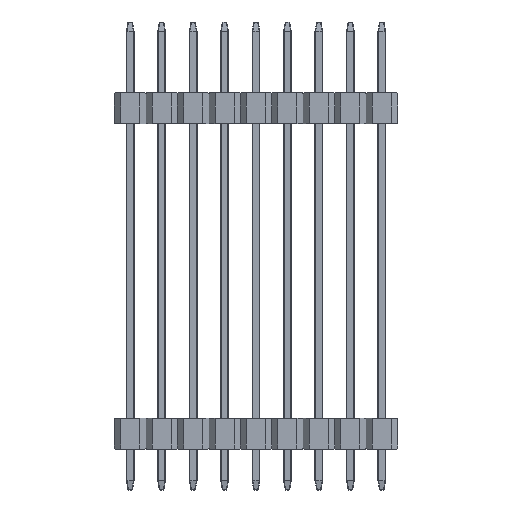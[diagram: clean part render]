
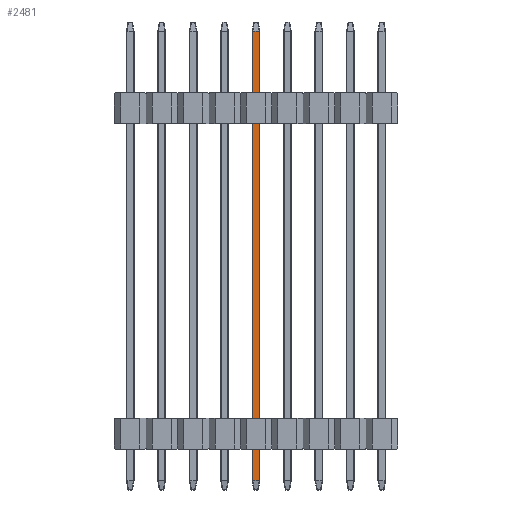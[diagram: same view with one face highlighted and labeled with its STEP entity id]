
A CAD part, front view. The second image highlights one B-rep face of the part: STEP entity #2481.
In plain terms, the highlighted planar face has unit normal (0, -1, 0).
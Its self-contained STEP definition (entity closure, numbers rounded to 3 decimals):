
#341=FACE_OUTER_BOUND('',#469,.T.);
#469=EDGE_LOOP('',(#1831,#1832,#1833,#1834,#1835,#1836,#1837,#1838));
#573=LINE('',#3558,#885);
#580=LINE('',#3572,#892);
#591=LINE('',#3597,#903);
#599=LINE('',#3612,#911);
#627=LINE('',#3665,#939);
#658=LINE('',#3722,#970);
#661=LINE('',#3728,#973);
#662=LINE('',#3729,#974);
#885=VECTOR('',#2871,10.);
#892=VECTOR('',#2882,10.);
#903=VECTOR('',#2899,10.);
#911=VECTOR('',#2911,10.);
#939=VECTOR('',#2959,10.);
#970=VECTOR('',#3010,10.);
#973=VECTOR('',#3019,10.);
#974=VECTOR('',#3020,10.);
#1197=VERTEX_POINT('',#3555);
#1198=VERTEX_POINT('',#3557);
#1203=VERTEX_POINT('',#3570);
#1213=VERTEX_POINT('',#3594);
#1214=VERTEX_POINT('',#3596);
#1218=VERTEX_POINT('',#3607);
#1234=VERTEX_POINT('',#3663);
#1249=VERTEX_POINT('',#3717);
#1389=EDGE_CURVE('',#1197,#1198,#573,.T.);
#1396=EDGE_CURVE('',#1203,#1197,#580,.T.);
#1407=EDGE_CURVE('',#1213,#1214,#591,.T.);
#1415=EDGE_CURVE('',#1214,#1218,#599,.T.);
#1443=EDGE_CURVE('',#1234,#1213,#627,.T.);
#1474=EDGE_CURVE('',#1198,#1249,#658,.T.);
#1477=EDGE_CURVE('',#1249,#1234,#661,.T.);
#1478=EDGE_CURVE('',#1218,#1203,#662,.T.);
#1831=ORIENTED_EDGE('',*,*,#1415,.F.);
#1832=ORIENTED_EDGE('',*,*,#1407,.F.);
#1833=ORIENTED_EDGE('',*,*,#1443,.F.);
#1834=ORIENTED_EDGE('',*,*,#1477,.F.);
#1835=ORIENTED_EDGE('',*,*,#1474,.F.);
#1836=ORIENTED_EDGE('',*,*,#1389,.F.);
#1837=ORIENTED_EDGE('',*,*,#1396,.F.);
#1838=ORIENTED_EDGE('',*,*,#1478,.F.);
#2353=PLANE('',#2708);
#2481=ADVANCED_FACE('',(#341),#2353,.T.);
#2708=AXIS2_PLACEMENT_3D('',#3727,#3017,#3018);
#2871=DIRECTION('',(0.,0.,-1.));
#2882=DIRECTION('',(0.371,0.,-0.928));
#2899=DIRECTION('',(0.,0.,1.));
#2911=DIRECTION('',(0.371,0.,0.928));
#2959=DIRECTION('',(-0.371,0.,0.928));
#3010=DIRECTION('',(-0.371,0.,-0.928));
#3017=DIRECTION('center_axis',(0.,-1.,0.));
#3018=DIRECTION('ref_axis',(1.,0.,0.));
#3019=DIRECTION('',(-1.,0.,0.));
#3020=DIRECTION('',(1.,0.,0.));
#3555=CARTESIAN_POINT('',(0.27,-0.32,33.748));
#3557=CARTESIAN_POINT('',(0.27,-0.32,-2.548));
#3558=CARTESIAN_POINT('',(0.27,-0.32,0.));
#3570=CARTESIAN_POINT('',(0.269,-0.32,33.75));
#3572=CARTESIAN_POINT('',(5.973,-0.32,19.491));
#3594=CARTESIAN_POINT('',(-0.27,-0.32,-2.548));
#3596=CARTESIAN_POINT('',(-0.27,-0.32,33.748));
#3597=CARTESIAN_POINT('',(-0.27,-0.32,0.));
#3607=CARTESIAN_POINT('',(-0.269,-0.32,33.75));
#3612=CARTESIAN_POINT('',(-6.017,-0.32,19.381));
#3663=CARTESIAN_POINT('',(-0.269,-0.32,-2.55));
#3665=CARTESIAN_POINT('',(-0.637,-0.32,-1.629));
#3717=CARTESIAN_POINT('',(0.269,-0.32,-2.55));
#3722=CARTESIAN_POINT('',(0.593,-0.32,-1.739));
#3727=CARTESIAN_POINT('Origin',(-0.32,-0.32,0.));
#3728=CARTESIAN_POINT('',(-0.16,-0.32,-2.55));
#3729=CARTESIAN_POINT('',(-0.16,-0.32,33.75));
